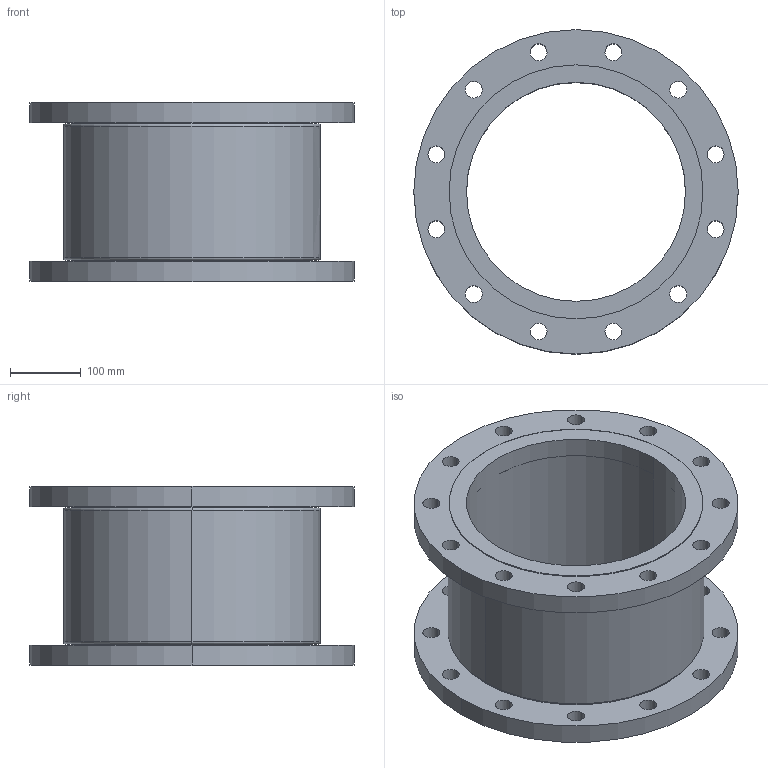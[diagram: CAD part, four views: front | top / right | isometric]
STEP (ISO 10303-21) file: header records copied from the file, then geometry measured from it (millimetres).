
FILE_DESCRIPTION (( 'STEP AP214' ), '1' );
FILE_NAME ('7150000_DN300_PN16_1197036.STEP', '2022-02-02T09:55:57', ( 'axxx' ), ( 'Hewlett-Packard Company' ), 'SwSTEP 2.0', 'SolidWorks 2019', '' );
FILE_SCHEMA (( 'AUTOMOTIVE_DESIGN' ));
Length unit declared in the file: millimetre
Products named in the file (1): 7150000_DN300_PN16_1197036
Bounding box: 460 x 460 x 255 mm (x, y, z)
Volume: 10299706.6 mm3; surface area: 995476.8 mm2
Topology: 1 solids, 1 shells, 541 faces, 1412 edges, 940 vertices
Faces by surface type: bspline 228, plane 225, cylinder 80, torus 8
Entity records: 29451 total; most frequent: CARTESIAN_POINT 17510, ORIENTED_EDGE 2824, DIRECTION 1735, EDGE_CURVE 1412, VERTEX_POINT 940, VECTOR 717, LINE 717, EDGE_LOOP 658
